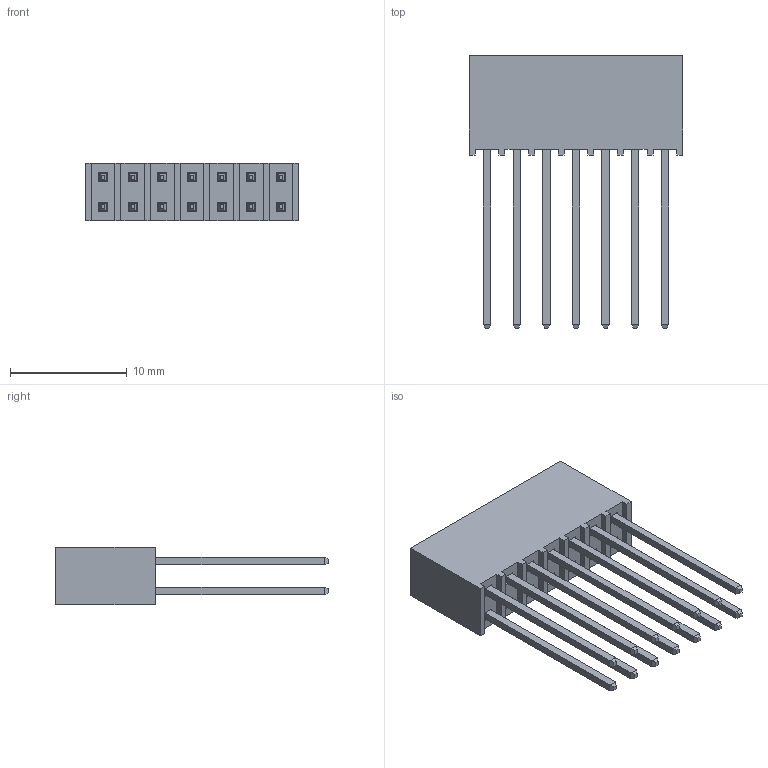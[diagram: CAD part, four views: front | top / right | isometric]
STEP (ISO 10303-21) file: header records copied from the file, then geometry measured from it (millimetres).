
FILE_DESCRIPTION(/* description */ ('STEP AP214'),/* implementation_level */ '2;1');
FILE_NAME(/* name */ 'SSQ-107-04-T-D',/* time_stamp */ '2024-10-16T20:27:20+02:00',/* author */ ('License CC BY-ND 4.0'),/* organization */ ('CADENAS'),/* preprocessor_version */ 'ST-DEVELOPER v19.3',/* originating_system */ 'PARTsolutions',/* authorisation */ ' ');
FILE_SCHEMA (('AUTOMOTIVE_DESIGN {1 0 10303 214 3 1 1}'));
Length unit declared in the file: inch
Products named in the file (3): SSQ-107-04-T-D; T1SSQ-107-04-T-D; P2SSQ-107-04-T-D
Assembly tree (2 placements, depth 2):
  SSQ-107-04-T-D
    T1SSQ-107-04-T-D
    P2SSQ-107-04-T-D
Bounding box: 18.29 x 23.34 x 4.95 mm (x, y, z)
Volume: 761.3 mm3; surface area: 1613.7 mm2
Topology: 2 solids, 2 shells, 222 faces, 612 edges, 408 vertices
Faces by surface type: plane 222
Entity records: 7050 total; most frequent: CARTESIAN_POINT 1245, ORIENTED_EDGE 1224, DIRECTION 1062, EDGE_CURVE 612, LINE 612, VECTOR 612, VERTEX_POINT 408, EDGE_LOOP 264
